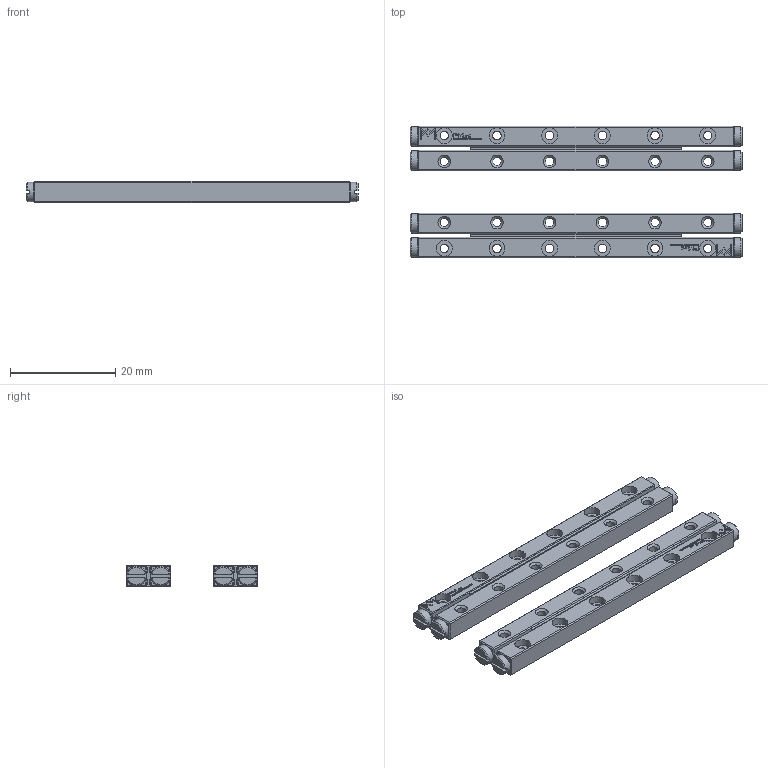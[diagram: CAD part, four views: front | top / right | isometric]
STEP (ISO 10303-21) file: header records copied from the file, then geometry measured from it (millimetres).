
FILE_DESCRIPTION(/* description */ (''),/* implementation_level */ '2;1');
FILE_NAME(/* name */ 'Set RSD-1560x13KZR_stp.stp',/* time_stamp */ '2025-02-17T09:16:48+01:00',/* author */ (''),/* organization */ (''),/* preprocessor_version */ 'ST-DEVELOPER v16.7',/* originating_system */ 'SIEMENS PLM Software NX 12.0',/* authorisation */ '');
FILE_SCHEMA (('AUTOMOTIVE_DESIGN { 1 0 10303 214 3 1 1 1 }'));
Products named in the file (1): Set RSD-1560x13KZR_stp
Bounding box: 63 x 25 x 4 mm (x, y, z)
Volume: 3522 mm3; surface area: 6138.3 mm2
Topology: 40 solids, 40 shells, 1846 faces, 4912 edges, 3258 vertices
Faces by surface type: plane 1264, bspline 360, cone 116, cylinder 106
Full cylindrical faces by diameter (mm): 1.45 x8, 1.5 x26, 1.6 x24, 1.8 x8, 2 x8, 3 x24, 3.7 x8
Entity records: 65715 total; most frequent: CARTESIAN_POINT 14735, ORIENTED_EDGE 9264, DIRECTION 7190, EDGE_CURVE 4632, LINE 3544, VECTOR 3544, VERTEX_POINT 3192, EDGE_LOOP 2264
